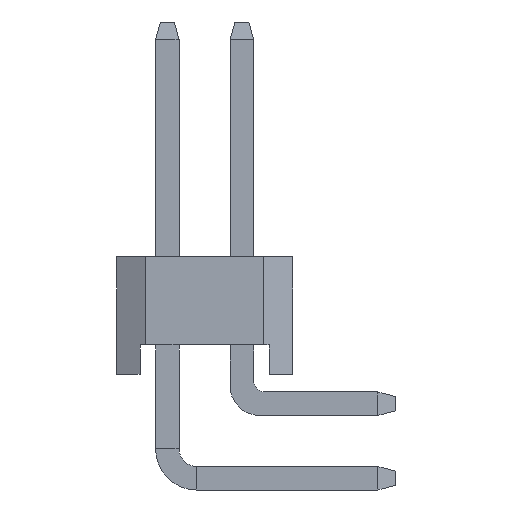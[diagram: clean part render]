
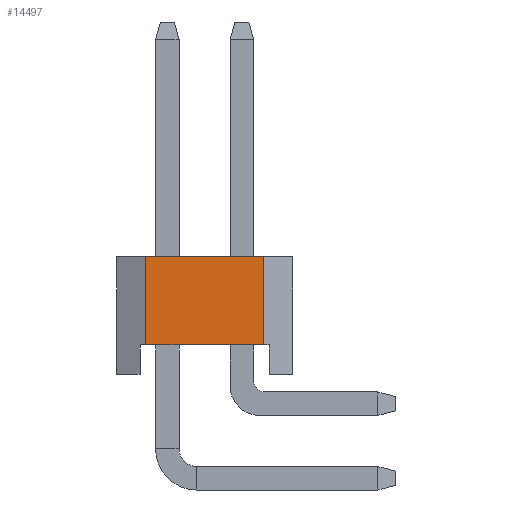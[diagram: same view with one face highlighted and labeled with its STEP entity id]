
A CAD part, left-side view. The second image highlights one B-rep face of the part: STEP entity #14497.
In plain terms, the highlighted planar face has unit normal (-1, 0, 0).
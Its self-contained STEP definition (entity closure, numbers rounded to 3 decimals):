
#1451 = DIRECTION ( 'NONE',  ( 0., 0., 1. ) ) ;
#2558 = LINE ( 'NONE', #13836, #9845 ) ;
#2609 = VECTOR ( 'NONE', #9427, 1000. ) ;
#3201 = EDGE_CURVE ( 'NONE', #11733, #8282, #2558, .T. ) ;
#4400 = CARTESIAN_POINT ( 'NONE',  ( -8.89, -1., 2. ) ) ;
#4426 = FACE_OUTER_BOUND ( 'NONE', #7120, .T. ) ;
#4520 = VECTOR ( 'NONE', #1451, 1000. ) ;
#4636 = DIRECTION ( 'NONE',  ( 0., 0., -1. ) ) ;
#4901 = CARTESIAN_POINT ( 'NONE',  ( -8.89, -1., -0.5 ) ) ;
#5476 = LINE ( 'NONE', #10149, #4520 ) ;
#5664 = CARTESIAN_POINT ( 'NONE',  ( -8.89, 1., 2. ) ) ;
#5863 = ORIENTED_EDGE ( 'NONE', *, *, #14033, .F. ) ;
#6774 = CARTESIAN_POINT ( 'NONE',  ( -8.89, -1., 0.5 ) ) ;
#6869 = DIRECTION ( 'NONE',  ( 0., -1., 0. ) ) ;
#7120 = EDGE_LOOP ( 'NONE', ( #12659, #11906, #7504, #5863 ) ) ;
#7437 = CARTESIAN_POINT ( 'NONE',  ( -8.89, 1., 0.5 ) ) ;
#7504 = ORIENTED_EDGE ( 'NONE', *, *, #12237, .T. ) ;
#8231 = LINE ( 'NONE', #4901, #2609 ) ;
#8282 = VERTEX_POINT ( 'NONE', #7437 ) ;
#8342 = DIRECTION ( 'NONE',  ( 0., 1., 0. ) ) ;
#9288 = VERTEX_POINT ( 'NONE', #5664 ) ;
#9427 = DIRECTION ( 'NONE',  ( 0., 0., 1. ) ) ;
#9845 = VECTOR ( 'NONE', #8342, 1000. ) ;
#10149 = CARTESIAN_POINT ( 'NONE',  ( -8.89, 1., -0.5 ) ) ;
#10152 = LINE ( 'NONE', #12503, #14443 ) ;
#10318 = VERTEX_POINT ( 'NONE', #4400 ) ;
#10882 = AXIS2_PLACEMENT_3D ( 'NONE', #12419, #11299, #4636 ) ;
#11299 = DIRECTION ( 'NONE',  ( 1., 0., 0. ) ) ;
#11733 = VERTEX_POINT ( 'NONE', #6774 ) ;
#11906 = ORIENTED_EDGE ( 'NONE', *, *, #3201, .F. ) ;
#12237 = EDGE_CURVE ( 'NONE', #11733, #10318, #8231, .T. ) ;
#12419 = CARTESIAN_POINT ( 'NONE',  ( -8.89, -1.5, 2. ) ) ;
#12503 = CARTESIAN_POINT ( 'NONE',  ( -8.89, -1.5, 2. ) ) ;
#12659 = ORIENTED_EDGE ( 'NONE', *, *, #12928, .F. ) ;
#12928 = EDGE_CURVE ( 'NONE', #8282, #9288, #5476, .T. ) ;
#13391 = PLANE ( 'NONE',  #10882 ) ;
#13836 = CARTESIAN_POINT ( 'NONE',  ( -8.89, 1.1, 0.5 ) ) ;
#14033 = EDGE_CURVE ( 'NONE', #9288, #10318, #10152, .T. ) ;
#14443 = VECTOR ( 'NONE', #6869, 1000. ) ;
#14497 = ADVANCED_FACE ( 'NONE', ( #4426 ), #13391, .F. ) ;
